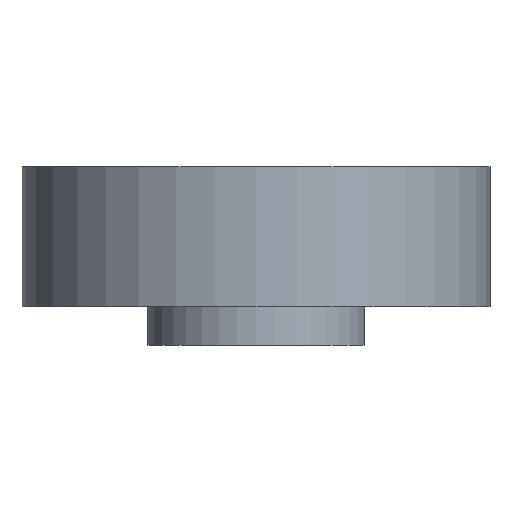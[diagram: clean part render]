
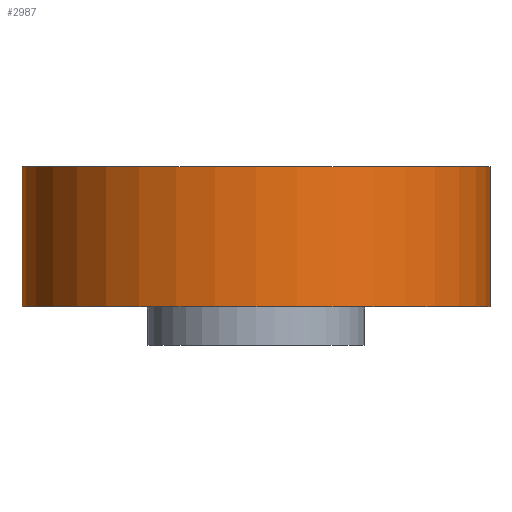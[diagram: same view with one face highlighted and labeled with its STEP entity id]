
A CAD part, front view. The second image highlights one B-rep face of the part: STEP entity #2987.
In plain terms, the highlighted cylindrical face has radius 14 mm (diameter 28 mm), a partial arc.
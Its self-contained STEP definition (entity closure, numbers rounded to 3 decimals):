
#68 = CARTESIAN_POINT ( 'NONE',  ( 8.024, -11.2, 11.2 ) ) ;
#632 = DIRECTION ( 'NONE',  ( 0., 0., -1. ) ) ;
#964 = DIRECTION ( 'NONE',  ( 0., 0., -1. ) ) ;
#1132 = EDGE_CURVE ( 'NONE', #4061, #3375, #2700, .T. ) ;
#1382 = LINE ( 'NONE', #5743, #1556 ) ;
#1434 = CARTESIAN_POINT ( 'NONE',  ( 8.024, -11.2, 2.8 ) ) ;
#1556 = VECTOR ( 'NONE', #3094, 1000. ) ;
#1896 = CARTESIAN_POINT ( 'NONE',  ( 22.024, -11.2, 2.8 ) ) ;
#2026 = DIRECTION ( 'NONE',  ( -1., 0., 0. ) ) ;
#2166 = CARTESIAN_POINT ( 'NONE',  ( 22.024, -11.2, 11.2 ) ) ;
#2233 = DIRECTION ( 'NONE',  ( -1., 0., 0. ) ) ;
#2270 = VECTOR ( 'NONE', #964, 1000. ) ;
#2511 = CYLINDRICAL_SURFACE ( 'NONE', #6559, 14. ) ;
#2700 = LINE ( 'NONE', #5981, #2270 ) ;
#2753 = VERTEX_POINT ( 'NONE', #1896 ) ;
#2987 = ADVANCED_FACE ( 'NONE', ( #3137 ), #2511, .T. ) ;
#3043 = CARTESIAN_POINT ( 'NONE',  ( 8.024, -11.2, 11.2 ) ) ;
#3084 = DIRECTION ( 'NONE',  ( 0., 0., -1. ) ) ;
#3094 = DIRECTION ( 'NONE',  ( 0., 0., -1. ) ) ;
#3123 = EDGE_CURVE ( 'NONE', #6944, #2753, #1382, .T. ) ;
#3137 = FACE_OUTER_BOUND ( 'NONE', #6302, .T. ) ;
#3279 = CIRCLE ( 'NONE', #4233, 14. ) ;
#3375 = VERTEX_POINT ( 'NONE', #6603 ) ;
#3459 = CARTESIAN_POINT ( 'NONE',  ( -5.976, -11.2, 11.2 ) ) ;
#3686 = DIRECTION ( 'NONE',  ( -1., 0., 0. ) ) ;
#3712 = DIRECTION ( 'NONE',  ( 0., 0., 1. ) ) ;
#3800 = EDGE_CURVE ( 'NONE', #6944, #4061, #3279, .T. ) ;
#4061 = VERTEX_POINT ( 'NONE', #3459 ) ;
#4233 = AXIS2_PLACEMENT_3D ( 'NONE', #3043, #3084, #2026 ) ;
#4363 = ORIENTED_EDGE ( 'NONE', *, *, #1132, .T. ) ;
#4958 = ORIENTED_EDGE ( 'NONE', *, *, #6685, .T. ) ;
#5465 = ORIENTED_EDGE ( 'NONE', *, *, #3800, .T. ) ;
#5743 = CARTESIAN_POINT ( 'NONE',  ( 22.024, -11.2, 11.2 ) ) ;
#5981 = CARTESIAN_POINT ( 'NONE',  ( -5.976, -11.2, 11.2 ) ) ;
#6044 = ORIENTED_EDGE ( 'NONE', *, *, #3123, .F. ) ;
#6302 = EDGE_LOOP ( 'NONE', ( #6044, #5465, #4363, #4958 ) ) ;
#6559 = AXIS2_PLACEMENT_3D ( 'NONE', #68, #632, #2233 ) ;
#6603 = CARTESIAN_POINT ( 'NONE',  ( -5.976, -11.2, 2.8 ) ) ;
#6641 = CIRCLE ( 'NONE', #7194, 14. ) ;
#6685 = EDGE_CURVE ( 'NONE', #3375, #2753, #6641, .T. ) ;
#6944 = VERTEX_POINT ( 'NONE', #2166 ) ;
#7194 = AXIS2_PLACEMENT_3D ( 'NONE', #1434, #3712, #3686 ) ;
